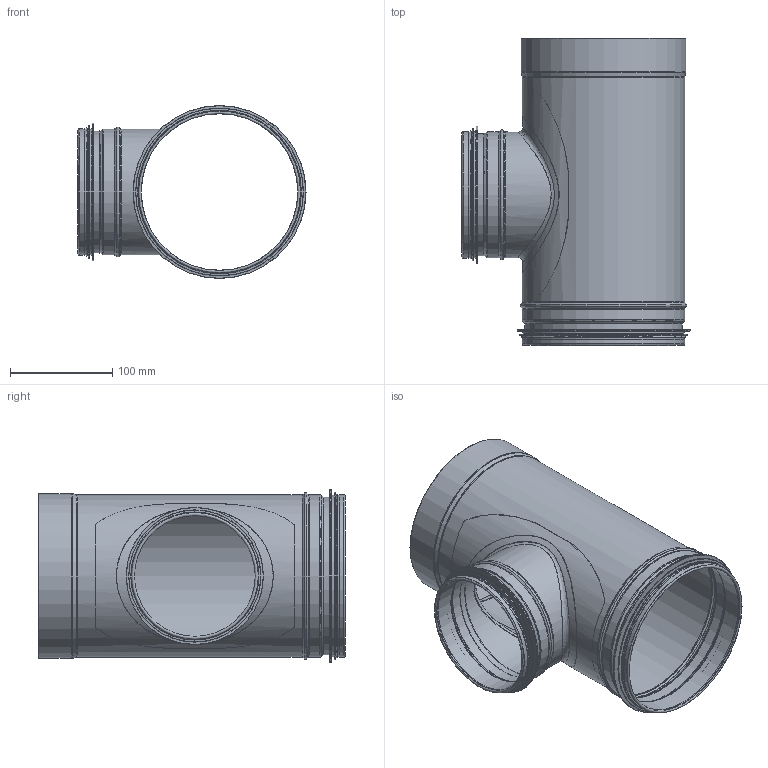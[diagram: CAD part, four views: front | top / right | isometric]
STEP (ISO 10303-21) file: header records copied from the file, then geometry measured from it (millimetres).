
FILE_DESCRIPTION((''),'2;1');
FILE_NAME('HTKM_160-125.stp','2014-02-21T08:00:27',(''),(''),'Autodesk Inventor 2013','Autodesk Inventor 2013','');
FILE_SCHEMA(('AUTOMOTIVE_DESIGN { 1 2 10303 214 0 1 1 1 }'));
Length unit declared in the file: millimetre
Products named in the file (6): HTKM_160-125; HTKMRörämne_160-125; 999005; HPS_160-125; HPSRörämne_160-125; 999004
Assembly tree (5 placements, depth 3):
  HTKM_160-125
    HTKMRörämne_160-125
    999005
    HPS_160-125
      HPSRörämne_160-125
      999004
Bounding box: 223.3 x 300.5 x 169.4 mm (x, y, z)
Volume: 126524.7 mm3; surface area: 415741.6 mm2
Topology: 4 solids, 4 shells, 112 faces, 227 edges, 130 vertices
Faces by surface type: cylinder 39, torus 37, cone 17, plane 17, bspline 2
Full cylindrical faces by diameter (mm): 118.25 x1, 119.25 x1, 120.45 x1, 122.05 x1, 123.05 x6, 124.05 x1, 129.45 x1, 134.45 x1, 153.2 x1, 154.2 x1, 155.4 x1, 158 x6, 159 x3, 160.3 x1, 161.3 x1, 164.4 x1, 169.4 x1
Entity records: 3539 total; most frequent: CARTESIAN_POINT 1221, DIRECTION 462, ORIENTED_EDGE 282, AXIS2_PLACEMENT_3D 225, EDGE_LOOP 212, EDGE_CURVE 141, VERTEX_POINT 127, STYLED_ITEM 116
